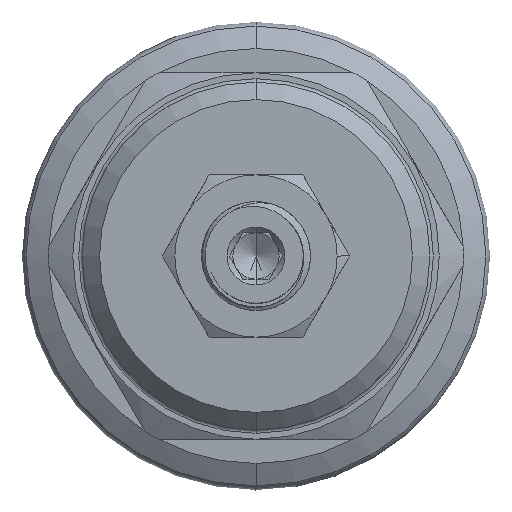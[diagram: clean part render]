
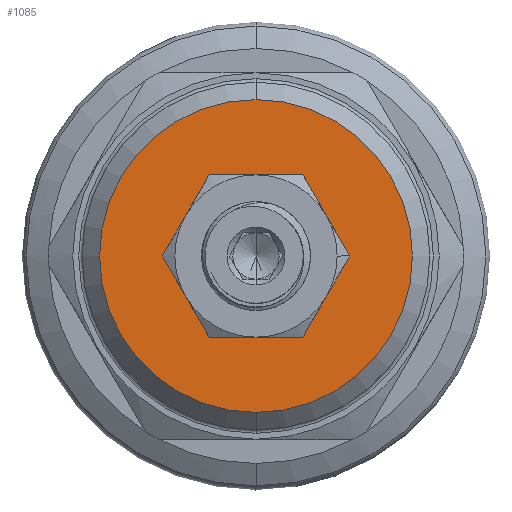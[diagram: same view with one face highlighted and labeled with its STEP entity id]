
A CAD part, left-side view. The second image highlights one B-rep face of the part: STEP entity #1085.
In plain terms, the highlighted planar face has unit normal (-1, 0, 0).
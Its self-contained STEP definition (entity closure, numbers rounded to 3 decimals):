
#74 = ORIENTED_EDGE ( 'NONE', *, *, #7992, .T. ) ;
#226 = CARTESIAN_POINT ( 'NONE',  ( 0., -15., 0. ) ) ;
#243 = CARTESIAN_POINT ( 'NONE',  ( 0., 0., -7. ) ) ;
#283 = CIRCLE ( 'NONE', #9892, 7. ) ;
#325 = EDGE_CURVE ( 'NONE', #1333, #4766, #1965, .T. ) ;
#481 = AXIS2_PLACEMENT_3D ( 'NONE', #7306, #4921, #5723 ) ;
#581 = CARTESIAN_POINT ( 'NONE',  ( 0., 6.062, 3.5 ) ) ;
#585 = VERTEX_POINT ( 'NONE', #1932 ) ;
#730 = DIRECTION ( 'NONE',  ( 1., 0., 0. ) ) ;
#1000 = CIRCLE ( 'NONE', #3360, 7. ) ;
#1033 = AXIS2_PLACEMENT_3D ( 'NONE', #226, #8019, #7330 ) ;
#1085 = ADVANCED_FACE ( 'NONE', ( #8166, #7194 ), #1680, .F. ) ;
#1159 = CARTESIAN_POINT ( 'NONE',  ( 0., 0., 0. ) ) ;
#1236 = DIRECTION ( 'NONE',  ( -1., 0., 0. ) ) ;
#1247 = EDGE_CURVE ( 'NONE', #3749, #8971, #2210, .T. ) ;
#1288 = EDGE_CURVE ( 'NONE', #3814, #4894, #2327, .T. ) ;
#1318 = DIRECTION ( 'NONE',  ( 0., 0., 1. ) ) ;
#1333 = VERTEX_POINT ( 'NONE', #8031 ) ;
#1421 = DIRECTION ( 'NONE',  ( 0., 1., 0. ) ) ;
#1585 = DIRECTION ( 'NONE',  ( 0., 1., 0. ) ) ;
#1680 = PLANE ( 'NONE',  #1033 ) ;
#1690 = DIRECTION ( 'NONE',  ( 1., 0., 0. ) ) ;
#1877 = CIRCLE ( 'NONE', #3108, 7. ) ;
#1918 = ORIENTED_EDGE ( 'NONE', *, *, #1247, .T. ) ;
#1932 = CARTESIAN_POINT ( 'NONE',  ( 0., 7., 0. ) ) ;
#1965 = CIRCLE ( 'NONE', #5008, 13.5 ) ;
#2210 = CIRCLE ( 'NONE', #7623, 7. ) ;
#2298 = VERTEX_POINT ( 'NONE', #8174 ) ;
#2327 = CIRCLE ( 'NONE', #10267, 7. ) ;
#2330 = CIRCLE ( 'NONE', #2696, 7. ) ;
#2696 = AXIS2_PLACEMENT_3D ( 'NONE', #4688, #7890, #6349 ) ;
#2727 = DIRECTION ( 'NONE',  ( 0., 1., 0. ) ) ;
#2886 = EDGE_CURVE ( 'NONE', #2298, #3814, #2330, .T. ) ;
#3102 = AXIS2_PLACEMENT_3D ( 'NONE', #5896, #3357, #9017 ) ;
#3108 = AXIS2_PLACEMENT_3D ( 'NONE', #4292, #1236, #2727 ) ;
#3159 = ORIENTED_EDGE ( 'NONE', *, *, #7923, .T. ) ;
#3357 = DIRECTION ( 'NONE',  ( -1., 0., 0. ) ) ;
#3360 = AXIS2_PLACEMENT_3D ( 'NONE', #8816, #1690, #8085 ) ;
#3443 = DIRECTION ( 'NONE',  ( 1., 0., 0. ) ) ;
#3588 = CARTESIAN_POINT ( 'NONE',  ( 0., 0., 7. ) ) ;
#3603 = DIRECTION ( 'NONE',  ( 1., 0., 0. ) ) ;
#3615 = ORIENTED_EDGE ( 'NONE', *, *, #8799, .T. ) ;
#3749 = VERTEX_POINT ( 'NONE', #581 ) ;
#3762 = CARTESIAN_POINT ( 'NONE',  ( 0., -6.062, -3.5 ) ) ;
#3814 = VERTEX_POINT ( 'NONE', #3762 ) ;
#3946 = CIRCLE ( 'NONE', #3102, 13.5 ) ;
#4137 = EDGE_LOOP ( 'NONE', ( #3159, #3615, #1918, #74, #7644, #4341, #5048 ) ) ;
#4292 = CARTESIAN_POINT ( 'NONE',  ( 0., 0., 0. ) ) ;
#4331 = DIRECTION ( 'NONE',  ( 0., 1., 0. ) ) ;
#4341 = ORIENTED_EDGE ( 'NONE', *, *, #1288, .T. ) ;
#4366 = DIRECTION ( 'NONE',  ( -1., 0., 0. ) ) ;
#4688 = CARTESIAN_POINT ( 'NONE',  ( 0., 0., 0. ) ) ;
#4766 = VERTEX_POINT ( 'NONE', #5839 ) ;
#4881 = CARTESIAN_POINT ( 'NONE',  ( 0., 6.062, -3.5 ) ) ;
#4894 = VERTEX_POINT ( 'NONE', #243 ) ;
#4921 = DIRECTION ( 'NONE',  ( 1., 0., 0. ) ) ;
#5008 = AXIS2_PLACEMENT_3D ( 'NONE', #9170, #4366, #1318 ) ;
#5048 = ORIENTED_EDGE ( 'NONE', *, *, #8014, .F. ) ;
#5683 = ORIENTED_EDGE ( 'NONE', *, *, #325, .T. ) ;
#5723 = DIRECTION ( 'NONE',  ( 0., 1., 0. ) ) ;
#5839 = CARTESIAN_POINT ( 'NONE',  ( 0., 0., -13.5 ) ) ;
#5896 = CARTESIAN_POINT ( 'NONE',  ( 0., 0., 0. ) ) ;
#6349 = DIRECTION ( 'NONE',  ( 0., 1., 0. ) ) ;
#6617 = CIRCLE ( 'NONE', #481, 7. ) ;
#7194 = FACE_OUTER_BOUND ( 'NONE', #8749, .T. ) ;
#7306 = CARTESIAN_POINT ( 'NONE',  ( 0., 0., 0. ) ) ;
#7330 = DIRECTION ( 'NONE',  ( 0., 0., 1. ) ) ;
#7512 = CARTESIAN_POINT ( 'NONE',  ( 0., 0., 0. ) ) ;
#7623 = AXIS2_PLACEMENT_3D ( 'NONE', #7512, #3603, #1421 ) ;
#7644 = ORIENTED_EDGE ( 'NONE', *, *, #2886, .T. ) ;
#7890 = DIRECTION ( 'NONE',  ( 1., 0., 0. ) ) ;
#7923 = EDGE_CURVE ( 'NONE', #9351, #585, #6617, .T. ) ;
#7992 = EDGE_CURVE ( 'NONE', #8971, #2298, #283, .T. ) ;
#8014 = EDGE_CURVE ( 'NONE', #9351, #4894, #1877, .T. ) ;
#8019 = DIRECTION ( 'NONE',  ( 1., 0., 0. ) ) ;
#8031 = CARTESIAN_POINT ( 'NONE',  ( 0., 0., 13.5 ) ) ;
#8085 = DIRECTION ( 'NONE',  ( 0., 1., 0. ) ) ;
#8166 = FACE_BOUND ( 'NONE', #4137, .T. ) ;
#8174 = CARTESIAN_POINT ( 'NONE',  ( 0., -6.062, 3.5 ) ) ;
#8749 = EDGE_LOOP ( 'NONE', ( #5683, #8751 ) ) ;
#8751 = ORIENTED_EDGE ( 'NONE', *, *, #10234, .T. ) ;
#8799 = EDGE_CURVE ( 'NONE', #585, #3749, #1000, .T. ) ;
#8816 = CARTESIAN_POINT ( 'NONE',  ( 0., 0., 0. ) ) ;
#8971 = VERTEX_POINT ( 'NONE', #3588 ) ;
#9017 = DIRECTION ( 'NONE',  ( 0., 0., 1. ) ) ;
#9170 = CARTESIAN_POINT ( 'NONE',  ( 0., 0., 0. ) ) ;
#9351 = VERTEX_POINT ( 'NONE', #4881 ) ;
#9420 = CARTESIAN_POINT ( 'NONE',  ( 0., 0., 0. ) ) ;
#9892 = AXIS2_PLACEMENT_3D ( 'NONE', #1159, #3443, #4331 ) ;
#10234 = EDGE_CURVE ( 'NONE', #4766, #1333, #3946, .T. ) ;
#10267 = AXIS2_PLACEMENT_3D ( 'NONE', #9420, #730, #1585 ) ;
